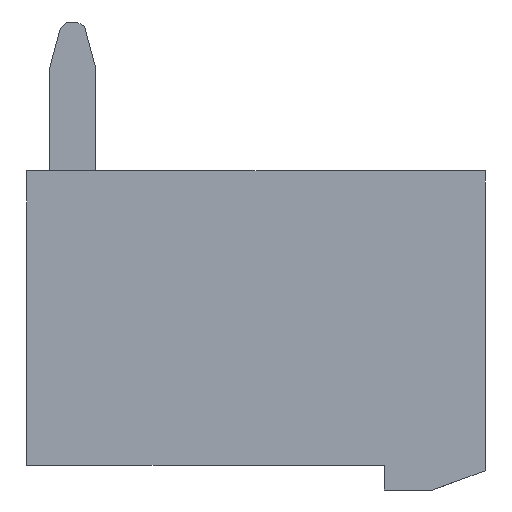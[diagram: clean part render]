
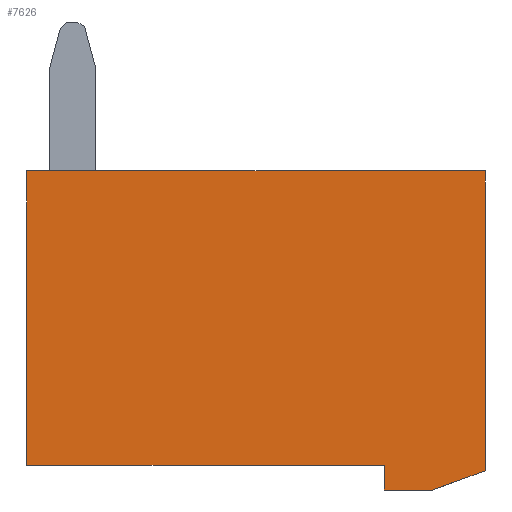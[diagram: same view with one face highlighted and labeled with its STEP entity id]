
A CAD part, front view. The second image highlights one B-rep face of the part: STEP entity #7626.
In plain terms, the highlighted planar face has unit normal (0, -1, 0).
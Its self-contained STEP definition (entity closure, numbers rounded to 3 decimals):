
#13 = EDGE_LOOP ( 'NONE', ( #3744, #4803, #2690, #2875, #5166, #2724, #8798 ) ) ;
#139 = CARTESIAN_POINT ( 'NONE',  ( 10., 3.815, 6.42 ) ) ;
#510 = VECTOR ( 'NONE', #2047, 1000. ) ;
#622 = EDGE_CURVE ( 'NONE', #4733, #1149, #6877, .T. ) ;
#652 = CARTESIAN_POINT ( 'NONE',  ( 0., 3.815, 6.42 ) ) ;
#659 = EDGE_CURVE ( 'NONE', #5699, #4733, #4491, .T. ) ;
#699 = EDGE_CURVE ( 'NONE', #1149, #2002, #2353, .T. ) ;
#1149 = VERTEX_POINT ( 'NONE', #3324 ) ;
#1632 = EDGE_CURVE ( 'NONE', #2425, #7997, #4468, .T. ) ;
#1673 = CARTESIAN_POINT ( 'NONE',  ( 0., 3.815, 6.42 ) ) ;
#1851 = CARTESIAN_POINT ( 'NONE',  ( 7.8, 3.815, -0.54 ) ) ;
#1991 = DIRECTION ( 'NONE',  ( -1., 0., 0. ) ) ;
#2002 = VERTEX_POINT ( 'NONE', #9247 ) ;
#2036 = CARTESIAN_POINT ( 'NONE',  ( 7.8, 3.815, 0. ) ) ;
#2047 = DIRECTION ( 'NONE',  ( 1., 0., 0. ) ) ;
#2092 = LINE ( 'NONE', #3202, #7985 ) ;
#2216 = FACE_OUTER_BOUND ( 'NONE', #13, .T. ) ;
#2261 = DIRECTION ( 'NONE',  ( 0., 0., -1. ) ) ;
#2331 = VECTOR ( 'NONE', #1991, 1000. ) ;
#2353 = LINE ( 'NONE', #1851, #4000 ) ;
#2425 = VERTEX_POINT ( 'NONE', #3554 ) ;
#2499 = CARTESIAN_POINT ( 'NONE',  ( 10., 3.815, -0.12 ) ) ;
#2690 = ORIENTED_EDGE ( 'NONE', *, *, #9467, .T. ) ;
#2724 = ORIENTED_EDGE ( 'NONE', *, *, #699, .T. ) ;
#2875 = ORIENTED_EDGE ( 'NONE', *, *, #659, .T. ) ;
#3202 = CARTESIAN_POINT ( 'NONE',  ( 8.85, 3.815, -0.54 ) ) ;
#3324 = CARTESIAN_POINT ( 'NONE',  ( 7.8, 3.815, -0.54 ) ) ;
#3438 = LINE ( 'NONE', #5153, #7436 ) ;
#3554 = CARTESIAN_POINT ( 'NONE',  ( 10., 3.815, 6.42 ) ) ;
#3744 = ORIENTED_EDGE ( 'NONE', *, *, #9141, .T. ) ;
#4000 = VECTOR ( 'NONE', #10215, 1000. ) ;
#4255 = CARTESIAN_POINT ( 'NONE',  ( 0., 3.815, 0. ) ) ;
#4468 = LINE ( 'NONE', #139, #2331 ) ;
#4491 = LINE ( 'NONE', #6802, #510 ) ;
#4733 = VERTEX_POINT ( 'NONE', #2036 ) ;
#4744 = VECTOR ( 'NONE', #2261, 1000. ) ;
#4803 = ORIENTED_EDGE ( 'NONE', *, *, #1632, .T. ) ;
#5057 = DIRECTION ( 'NONE',  ( 0., 0., -1. ) ) ;
#5153 = CARTESIAN_POINT ( 'NONE',  ( 10., 3.815, -0.12 ) ) ;
#5166 = ORIENTED_EDGE ( 'NONE', *, *, #622, .T. ) ;
#5306 = CARTESIAN_POINT ( 'NONE',  ( 7.8, 3.815, 0. ) ) ;
#5699 = VERTEX_POINT ( 'NONE', #10337 ) ;
#5775 = VERTEX_POINT ( 'NONE', #2499 ) ;
#6057 = VECTOR ( 'NONE', #6482, 1000. ) ;
#6413 = AXIS2_PLACEMENT_3D ( 'NONE', #4255, #9790, #5057 ) ;
#6482 = DIRECTION ( 'NONE',  ( 0., 0., -1. ) ) ;
#6802 = CARTESIAN_POINT ( 'NONE',  ( 0., 3.815, 0. ) ) ;
#6877 = LINE ( 'NONE', #5306, #4744 ) ;
#7427 = EDGE_CURVE ( 'NONE', #2002, #5775, #2092, .T. ) ;
#7436 = VECTOR ( 'NONE', #8293, 1000. ) ;
#7626 = ADVANCED_FACE ( 'NONE', ( #2216 ), #9027, .T. ) ;
#7985 = VECTOR ( 'NONE', #9547, 1000. ) ;
#7997 = VERTEX_POINT ( 'NONE', #652 ) ;
#8293 = DIRECTION ( 'NONE',  ( 0., 0., 1. ) ) ;
#8421 = LINE ( 'NONE', #1673, #6057 ) ;
#8798 = ORIENTED_EDGE ( 'NONE', *, *, #7427, .T. ) ;
#9027 = PLANE ( 'NONE',  #6413 ) ;
#9141 = EDGE_CURVE ( 'NONE', #5775, #2425, #3438, .T. ) ;
#9247 = CARTESIAN_POINT ( 'NONE',  ( 8.85, 3.815, -0.54 ) ) ;
#9467 = EDGE_CURVE ( 'NONE', #7997, #5699, #8421, .T. ) ;
#9547 = DIRECTION ( 'NONE',  ( 0.939, 0., 0.343 ) ) ;
#9790 = DIRECTION ( 'NONE',  ( 0., -1., 0. ) ) ;
#10215 = DIRECTION ( 'NONE',  ( 1., 0., 0. ) ) ;
#10337 = CARTESIAN_POINT ( 'NONE',  ( 0., 3.815, 0. ) ) ;
